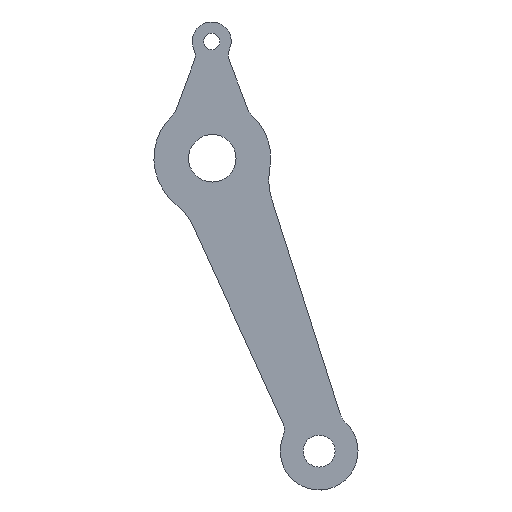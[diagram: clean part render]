
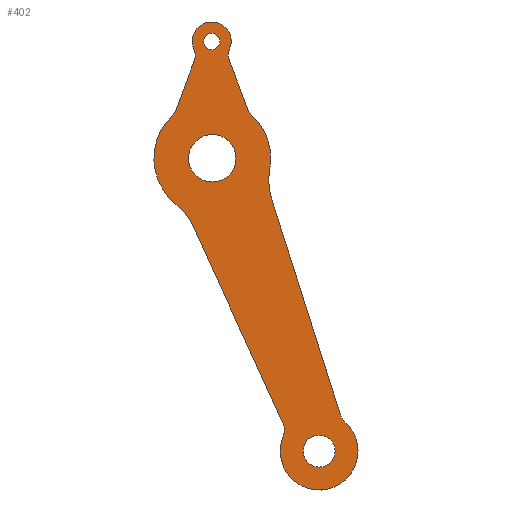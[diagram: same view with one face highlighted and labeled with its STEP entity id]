
A CAD part, left-side view. The second image highlights one B-rep face of the part: STEP entity #402.
In plain terms, the highlighted planar face has unit normal (-1, 0, 0).
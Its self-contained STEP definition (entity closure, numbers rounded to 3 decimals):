
#15=FACE_BOUND('',#68,.T.);
#16=FACE_BOUND('',#69,.T.);
#17=FACE_BOUND('',#70,.T.);
#25=PLANE('',#467);
#46=FACE_OUTER_BOUND('',#67,.T.);
#67=EDGE_LOOP('',(#330,#331,#332,#333,#334,#335,#336,#337,#338,#339,#340,
#341,#342,#343,#344,#345));
#68=EDGE_LOOP('',(#346));
#69=EDGE_LOOP('',(#347));
#70=EDGE_LOOP('',(#348));
#81=LINE('',#632,#108);
#87=LINE('',#656,#114);
#93=LINE('',#680,#120);
#99=LINE('',#704,#126);
#108=VECTOR('',#503,10.);
#114=VECTOR('',#529,10.);
#120=VECTOR('',#555,10.);
#126=VECTOR('',#581,10.);
#129=CIRCLE('',#419,1.05);
#131=CIRCLE('',#422,2.05);
#133=CIRCLE('',#425,3.05);
#136=CIRCLE('',#429,2.);
#138=CIRCLE('',#433,2.);
#140=CIRCLE('',#436,7.5);
#142=CIRCLE('',#439,7.5);
#144=CIRCLE('',#443,2.);
#146=CIRCLE('',#446,5.);
#148=CIRCLE('',#449,2.);
#150=CIRCLE('',#453,7.5);
#152=CIRCLE('',#456,7.5);
#154=CIRCLE('',#459,2.);
#156=CIRCLE('',#463,2.);
#158=CIRCLE('',#466,2.5);
#159=VERTEX_POINT('',#602);
#161=VERTEX_POINT('',#608);
#163=VERTEX_POINT('',#614);
#167=VERTEX_POINT('',#623);
#168=VERTEX_POINT('',#625);
#170=VERTEX_POINT('',#631);
#172=VERTEX_POINT('',#637);
#174=VERTEX_POINT('',#643);
#176=VERTEX_POINT('',#649);
#178=VERTEX_POINT('',#655);
#180=VERTEX_POINT('',#661);
#182=VERTEX_POINT('',#667);
#184=VERTEX_POINT('',#673);
#186=VERTEX_POINT('',#679);
#188=VERTEX_POINT('',#685);
#190=VERTEX_POINT('',#691);
#192=VERTEX_POINT('',#697);
#194=VERTEX_POINT('',#703);
#196=VERTEX_POINT('',#709);
#197=EDGE_CURVE('',#159,#159,#129,.T.);
#200=EDGE_CURVE('',#161,#161,#131,.T.);
#203=EDGE_CURVE('',#163,#163,#133,.T.);
#208=EDGE_CURVE('',#168,#167,#136,.T.);
#211=EDGE_CURVE('',#170,#168,#81,.T.);
#214=EDGE_CURVE('',#172,#170,#138,.T.);
#217=EDGE_CURVE('',#174,#172,#140,.T.);
#220=EDGE_CURVE('',#176,#174,#142,.T.);
#223=EDGE_CURVE('',#178,#176,#87,.T.);
#226=EDGE_CURVE('',#180,#178,#144,.T.);
#229=EDGE_CURVE('',#182,#180,#146,.T.);
#232=EDGE_CURVE('',#184,#182,#148,.T.);
#235=EDGE_CURVE('',#186,#184,#93,.T.);
#238=EDGE_CURVE('',#188,#186,#150,.T.);
#241=EDGE_CURVE('',#190,#188,#152,.T.);
#244=EDGE_CURVE('',#192,#190,#154,.T.);
#247=EDGE_CURVE('',#194,#192,#99,.T.);
#250=EDGE_CURVE('',#196,#194,#156,.T.);
#253=EDGE_CURVE('',#167,#196,#158,.T.);
#330=ORIENTED_EDGE('',*,*,#253,.T.);
#331=ORIENTED_EDGE('',*,*,#250,.T.);
#332=ORIENTED_EDGE('',*,*,#247,.T.);
#333=ORIENTED_EDGE('',*,*,#244,.T.);
#334=ORIENTED_EDGE('',*,*,#241,.T.);
#335=ORIENTED_EDGE('',*,*,#238,.T.);
#336=ORIENTED_EDGE('',*,*,#235,.T.);
#337=ORIENTED_EDGE('',*,*,#232,.T.);
#338=ORIENTED_EDGE('',*,*,#229,.T.);
#339=ORIENTED_EDGE('',*,*,#226,.T.);
#340=ORIENTED_EDGE('',*,*,#223,.T.);
#341=ORIENTED_EDGE('',*,*,#220,.T.);
#342=ORIENTED_EDGE('',*,*,#217,.T.);
#343=ORIENTED_EDGE('',*,*,#214,.T.);
#344=ORIENTED_EDGE('',*,*,#211,.T.);
#345=ORIENTED_EDGE('',*,*,#208,.T.);
#346=ORIENTED_EDGE('',*,*,#203,.T.);
#347=ORIENTED_EDGE('',*,*,#200,.T.);
#348=ORIENTED_EDGE('',*,*,#197,.T.);
#402=ADVANCED_FACE('',(#46,#15,#16,#17),#25,.T.);
#419=AXIS2_PLACEMENT_3D('',#603,#473,#474);
#422=AXIS2_PLACEMENT_3D('',#609,#480,#481);
#425=AXIS2_PLACEMENT_3D('',#615,#487,#488);
#429=AXIS2_PLACEMENT_3D('',#626,#497,#498);
#433=AXIS2_PLACEMENT_3D('',#638,#509,#510);
#436=AXIS2_PLACEMENT_3D('',#644,#516,#517);
#439=AXIS2_PLACEMENT_3D('',#650,#523,#524);
#443=AXIS2_PLACEMENT_3D('',#662,#535,#536);
#446=AXIS2_PLACEMENT_3D('',#668,#542,#543);
#449=AXIS2_PLACEMENT_3D('',#674,#549,#550);
#453=AXIS2_PLACEMENT_3D('',#686,#561,#562);
#456=AXIS2_PLACEMENT_3D('',#692,#568,#569);
#459=AXIS2_PLACEMENT_3D('',#698,#575,#576);
#463=AXIS2_PLACEMENT_3D('',#710,#587,#588);
#466=AXIS2_PLACEMENT_3D('',#714,#594,#595);
#467=AXIS2_PLACEMENT_3D('',#715,#596,#597);
#473=DIRECTION('center_axis',(1.,0.,0.));
#474=DIRECTION('ref_axis',(0.,-1.,0.));
#480=DIRECTION('center_axis',(1.,0.,0.));
#481=DIRECTION('ref_axis',(0.,-1.,0.));
#487=DIRECTION('center_axis',(1.,0.,0.));
#488=DIRECTION('ref_axis',(0.,-1.,0.));
#497=DIRECTION('center_axis',(1.,0.,0.));
#498=DIRECTION('ref_axis',(0.,0.92,0.392));
#503=DIRECTION('',(0.,0.355,0.935));
#509=DIRECTION('center_axis',(1.,0.,0.));
#510=DIRECTION('ref_axis',(0.,0.935,-0.355));
#516=DIRECTION('center_axis',(-1.,0.,0.));
#517=DIRECTION('ref_axis',(0.,-0.982,-0.188));
#523=DIRECTION('center_axis',(1.,0.,0.));
#524=DIRECTION('ref_axis',(0.,0.982,0.188));
#529=DIRECTION('',(0.,0.303,0.953));
#535=DIRECTION('center_axis',(1.,0.,0.));
#536=DIRECTION('ref_axis',(0.,0.953,-0.303));
#542=DIRECTION('center_axis',(-1.,0.,0.));
#543=DIRECTION('ref_axis',(0.,0.922,0.387));
#549=DIRECTION('center_axis',(1.,0.,0.));
#550=DIRECTION('ref_axis',(0.,-0.922,-0.387));
#555=DIRECTION('',(0.,-0.415,-0.91));
#561=DIRECTION('center_axis',(1.,0.,0.));
#562=DIRECTION('ref_axis',(0.,-0.91,0.415));
#568=DIRECTION('center_axis',(-1.,0.,0.));
#569=DIRECTION('ref_axis',(0.,0.686,0.728));
#575=DIRECTION('center_axis',(1.,0.,0.));
#576=DIRECTION('ref_axis',(0.,-0.686,-0.728));
#581=DIRECTION('',(0.,0.345,-0.938));
#587=DIRECTION('center_axis',(1.,0.,0.));
#588=DIRECTION('ref_axis',(0.,-0.938,-0.345));
#594=DIRECTION('center_axis',(-1.,0.,0.));
#595=DIRECTION('ref_axis',(0.,-0.92,-0.392));
#596=DIRECTION('center_axis',(-1.,0.,0.));
#597=DIRECTION('ref_axis',(0.,0.,
-1.));
#602=CARTESIAN_POINT('',(-8.5,95.664,143.137));
#603=CARTESIAN_POINT('Origin',(-8.5,94.614,143.137));
#608=CARTESIAN_POINT('',(-8.5,82.881,90.558));
#609=CARTESIAN_POINT('Origin',(-8.5,80.831,90.558));
#614=CARTESIAN_POINT('',(-8.5,97.587,128.137));
#615=CARTESIAN_POINT('Origin',(-8.5,94.537,128.137));
#623=CARTESIAN_POINT('',(-8.5,92.314,142.157));
#625=CARTESIAN_POINT('',(-8.5,92.343,140.662));
#626=CARTESIAN_POINT('Origin',(-8.5,90.474,141.373));
#631=CARTESIAN_POINT('',(-8.5,89.968,134.412));
#632=CARTESIAN_POINT('',(-8.5,92.343,140.662));
#637=CARTESIAN_POINT('',(-8.5,89.454,133.652));
#638=CARTESIAN_POINT('Origin',(-8.5,88.098,135.122));
#643=CARTESIAN_POINT('',(-8.5,87.171,126.725));
#644=CARTESIAN_POINT('Origin',(-8.5,94.537,128.137));
#649=CARTESIAN_POINT('',(-8.5,86.952,123.041));
#650=CARTESIAN_POINT('Origin',(-8.5,79.805,125.313));
#655=CARTESIAN_POINT('',(-8.5,78.101,95.197));
#656=CARTESIAN_POINT('',(-8.5,86.952,123.041));
#661=CARTESIAN_POINT('',(-8.5,77.52,94.304));
#662=CARTESIAN_POINT('Origin',(-8.5,76.195,95.802));
#667=CARTESIAN_POINT('',(-8.5,85.441,92.494));
#668=CARTESIAN_POINT('Origin',(-8.5,80.831,90.558));
#673=CARTESIAN_POINT('',(-8.5,85.465,94.097));
#674=CARTESIAN_POINT('Origin',(-8.5,87.285,93.268));
#679=CARTESIAN_POINT('',(-8.5,97.034,119.495));
#680=CARTESIAN_POINT('',(-8.5,97.034,119.495));
#685=CARTESIAN_POINT('',(-8.5,99.198,122.261));
#686=CARTESIAN_POINT('Origin',(-8.5,103.859,116.386));
#691=CARTESIAN_POINT('',(-8.5,99.678,133.597));
#692=CARTESIAN_POINT('Origin',(-8.5,94.537,128.137));
#697=CARTESIAN_POINT('',(-8.5,99.172,134.363));
#698=CARTESIAN_POINT('Origin',(-8.5,101.049,135.054));
#703=CARTESIAN_POINT('',(-8.5,96.861,140.645));
#704=CARTESIAN_POINT('',(-8.5,96.861,140.645));
#709=CARTESIAN_POINT('',(-8.5,96.905,142.136));
#710=CARTESIAN_POINT('Origin',(-8.5,98.738,141.336));
#714=CARTESIAN_POINT('Origin',(-8.5,94.614,143.137));
#715=CARTESIAN_POINT('Origin',(-8.5,88.934,115.597));
